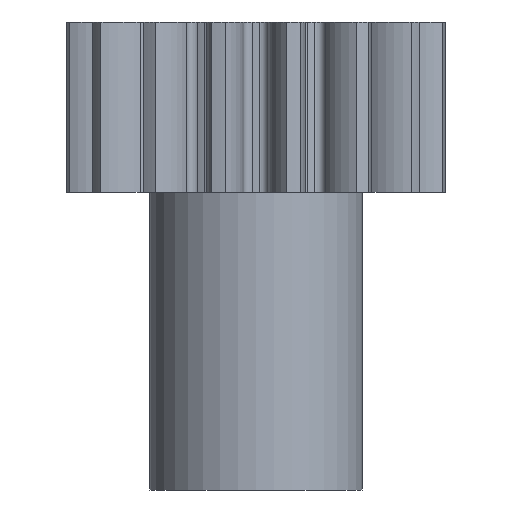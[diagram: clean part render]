
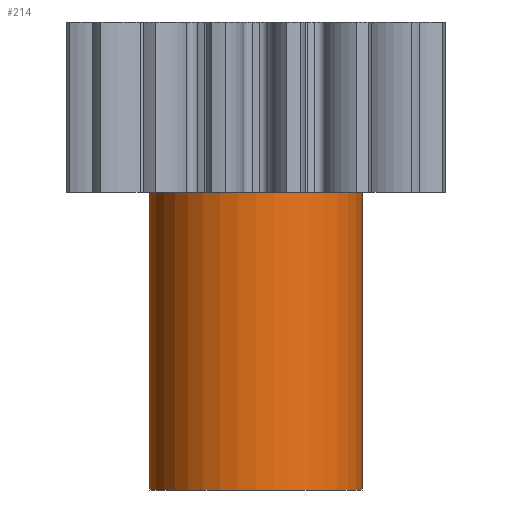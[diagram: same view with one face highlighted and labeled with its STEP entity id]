
A CAD part, front view. The second image highlights one B-rep face of the part: STEP entity #214.
In plain terms, the highlighted cylindrical face has radius 12.5 mm (diameter 25 mm), a partial arc.
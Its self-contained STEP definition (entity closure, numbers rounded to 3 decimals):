
#115 = ORIENTED_EDGE ( 'NONE', *, *, #2058, .F. ) ;
#116 = ORIENTED_EDGE ( 'NONE', *, *, #3759, .F. ) ;
#146 = ORIENTED_EDGE ( 'NONE', *, *, #2080, .T. ) ;
#203 = ORIENTED_EDGE ( 'NONE', *, *, #204, .T. ) ;
#204 = EDGE_CURVE ( 'NONE', #2099, #2136, #956, .T. ) ;
#214 = ADVANCED_FACE ( 'NONE', ( #990 ), #997, .T. ) ;
#215 = EDGE_LOOP ( 'NONE', ( #115, #203, #146, #116 ) ) ;
#630 = DIRECTION ( 'NONE',  ( 1., 0., 0. ) ) ;
#631 = DIRECTION ( 'NONE',  ( 0., 0., 1. ) ) ;
#632 = AXIS2_PLACEMENT_3D ( 'NONE', #669, #631, #630 ) ;
#644 = CIRCLE ( 'NONE', #632, 12.5 ) ;
#669 = CARTESIAN_POINT ( 'NONE',  ( 0., 0., 0. ) ) ;
#955 = DIRECTION ( 'NONE',  ( 1., 0., 0. ) ) ;
#956 = CIRCLE ( 'NONE', #973, 12.5 ) ;
#959 = DIRECTION ( 'NONE',  ( 0., 0., 1. ) ) ;
#968 = CARTESIAN_POINT ( 'NONE',  ( 0., 0., -35. ) ) ;
#973 = AXIS2_PLACEMENT_3D ( 'NONE', #968, #959, #955 ) ;
#978 = DIRECTION ( 'NONE',  ( 1., 0., 0. ) ) ;
#979 = DIRECTION ( 'NONE',  ( 0., 0., 1. ) ) ;
#980 = CARTESIAN_POINT ( 'NONE',  ( 0., 0., -35. ) ) ;
#986 = AXIS2_PLACEMENT_3D ( 'NONE', #980, #979, #978 ) ;
#990 = FACE_OUTER_BOUND ( 'NONE', #215, .T. ) ;
#997 = CYLINDRICAL_SURFACE ( 'NONE', #986, 12.5 ) ;
#2056 = VERTEX_POINT ( 'NONE', #3846 ) ;
#2058 = EDGE_CURVE ( 'NONE', #2099, #2056, #3962, .T. ) ;
#2074 = VERTEX_POINT ( 'NONE', #3894 ) ;
#2080 = EDGE_CURVE ( 'NONE', #2136, #2074, #3867, .T. ) ;
#2099 = VERTEX_POINT ( 'NONE', #3975 ) ;
#2136 = VERTEX_POINT ( 'NONE', #3456 ) ;
#3456 = CARTESIAN_POINT ( 'NONE',  ( 12.5, 0., -35. ) ) ;
#3759 = EDGE_CURVE ( 'NONE', #2056, #2074, #644, .T. ) ;
#3846 = CARTESIAN_POINT ( 'NONE',  ( -12.5, 0., 0. ) ) ;
#3867 = LINE ( 'NONE', #3875, #4003 ) ;
#3875 = CARTESIAN_POINT ( 'NONE',  ( 12.5, 0., -35. ) ) ;
#3894 = CARTESIAN_POINT ( 'NONE',  ( 12.5, 0., 0. ) ) ;
#3959 = DIRECTION ( 'NONE',  ( 0., 0., 1. ) ) ;
#3960 = VECTOR ( 'NONE', #3959, 1000. ) ;
#3961 = CARTESIAN_POINT ( 'NONE',  ( -12.5, 0., -35. ) ) ;
#3962 = LINE ( 'NONE', #3961, #3960 ) ;
#3975 = CARTESIAN_POINT ( 'NONE',  ( -12.5, 0., -35. ) ) ;
#4002 = DIRECTION ( 'NONE',  ( 0., 0., 1. ) ) ;
#4003 = VECTOR ( 'NONE', #4002, 1000. ) ;
